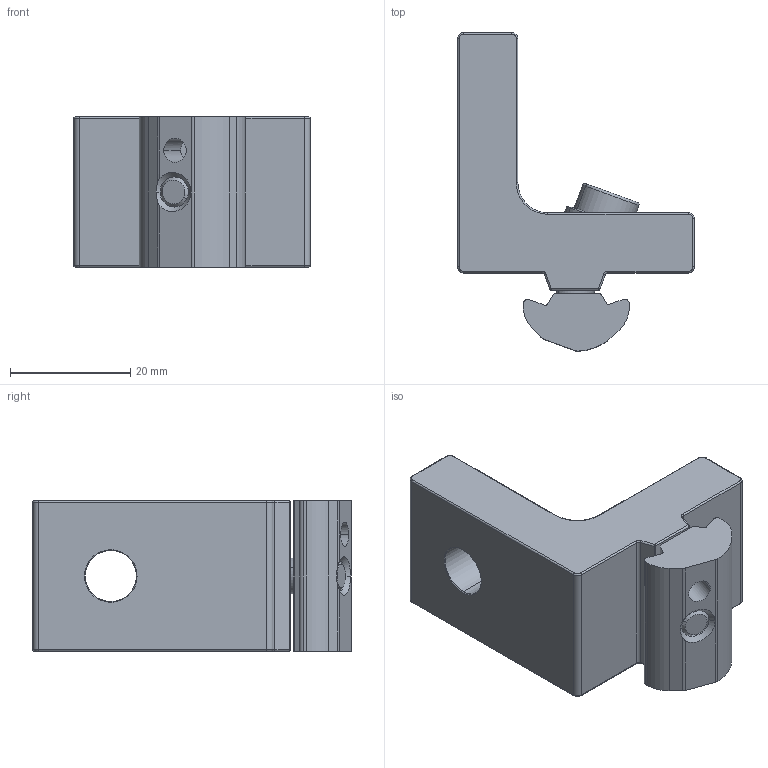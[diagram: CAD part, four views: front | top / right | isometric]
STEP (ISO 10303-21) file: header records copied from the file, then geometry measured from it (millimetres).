
FILE_DESCRIPTION (( 'STEP AP214' ), '1' );
FILE_NAME ('40mm Universal Perpendicular Bracket Kit (40CUB-0411-001-01).STEP', '2025-05-29T16:45:17', ( '' ), ( '' ), 'SwSTEP 2.0', 'SolidWorks 2020', '' );
FILE_SCHEMA (( 'AUTOMOTIVE_DESIGN' ));
Length unit declared in the file: millimetre
Products named in the file (1): 40mm Universal Perpendicular Bracket Kit (40CUB-0411-001-01)
Bounding box: 39.38 x 53.04 x 25 mm (x, y, z)
Volume: 20618.4 mm3; surface area: 8222.4 mm2
Topology: 3 solids, 3 shells, 141 faces, 331 edges, 193 vertices
Faces by surface type: cylinder 65, plane 33, torus 22, cone 12, bspline 5, sphere 4
Entity records: 5835 total; most frequent: CARTESIAN_POINT 1004, DIRECTION 725, ORIENTED_EDGE 650, EDGE_CURVE 325, AXIS2_PLACEMENT_3D 288, VERTEX_POINT 193, EDGE_LOOP 152, CIRCLE 151
